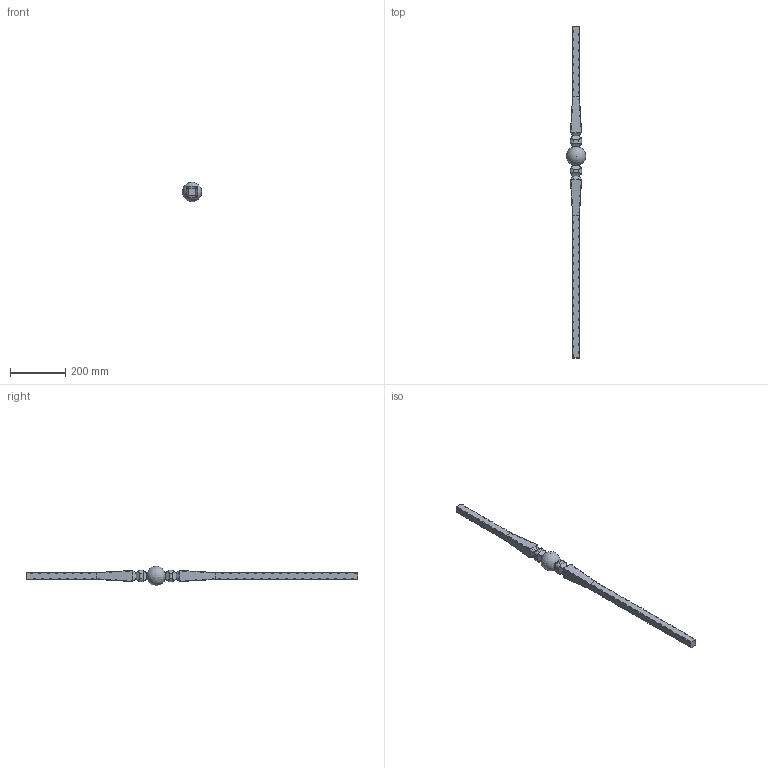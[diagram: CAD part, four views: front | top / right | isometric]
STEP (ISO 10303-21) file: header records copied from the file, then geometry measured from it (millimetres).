
FILE_DESCRIPTION (( 'STEP AP203' ), '1' );
FILE_NAME ('1001.STEP', '2023-05-03T11:38:53', ( '' ), ( '' ), 'SwSTEP 2.0', 'SolidWorks 2018', '' );
FILE_SCHEMA (( 'CONFIG_CONTROL_DESIGN' ));
Length unit declared in the file: millimetre
Products named in the file (1): 1001
Bounding box: 69.66 x 1200 x 70 mm (x, y, z)
Volume: 1050751.1 mm3; surface area: 139793.9 mm2
Topology: 1 solids, 1 shells, 405 faces, 1407 edges, 752 vertices
Faces by surface type: plane 148, torus 138, bspline 102, cylinder 16, sphere 1
Entity records: 18801 total; most frequent: CARTESIAN_POINT 8838, ORIENTED_EDGE 2268, DIRECTION 1772, EDGE_CURVE 1134, VERTEX_POINT 750, VECTOR 592, LINE 592, AXIS2_PLACEMENT_3D 590
